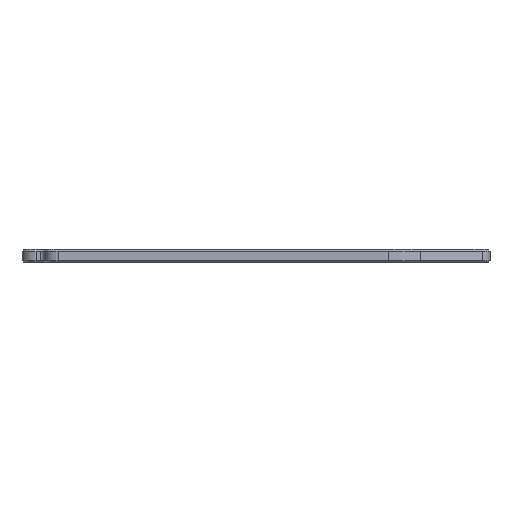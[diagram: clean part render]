
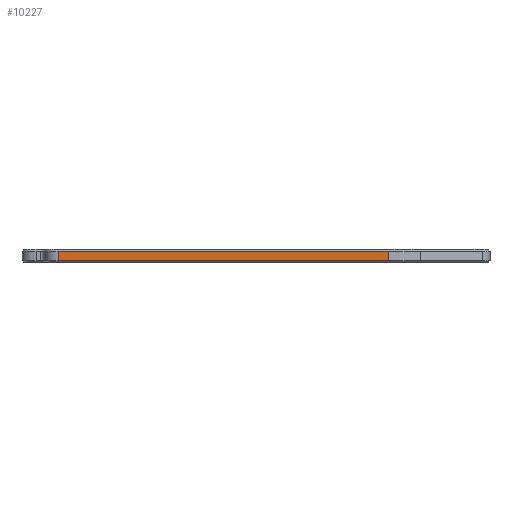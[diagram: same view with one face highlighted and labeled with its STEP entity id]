
A CAD part, left-side view. The second image highlights one B-rep face of the part: STEP entity #10227.
In plain terms, the highlighted planar face has unit normal (-1, 0, 0).
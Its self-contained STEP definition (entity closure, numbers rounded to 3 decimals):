
#3229 = VERTEX_POINT('',#3230);
#3230 = CARTESIAN_POINT('',(116.25,4.938,8.3));
#3279 = VERTEX_POINT('',#3280);
#3280 = CARTESIAN_POINT('',(116.25,75.5,8.3));
#3288 = EDGE_CURVE('',#3279,#3229,#3289,.T.);
#3289 = LINE('',#3290,#3291);
#3290 = CARTESIAN_POINT('',(116.25,75.5,8.3));
#3291 = VECTOR('',#3292,1.);
#3292 = DIRECTION('',(0.,-1.,-0.));
#7764 = VERTEX_POINT('',#7765);
#7765 = CARTESIAN_POINT('',(116.25,4.938,10.3));
#7814 = VERTEX_POINT('',#7815);
#7815 = CARTESIAN_POINT('',(116.25,75.5,10.3));
#7823 = EDGE_CURVE('',#7814,#7764,#7824,.T.);
#7824 = LINE('',#7825,#7826);
#7825 = CARTESIAN_POINT('',(116.25,75.5,10.3));
#7826 = VECTOR('',#7827,1.);
#7827 = DIRECTION('',(0.,-1.,-0.));
#10044 = EDGE_CURVE('',#3229,#7764,#10045,.T.);
#10045 = LINE('',#10046,#10047);
#10046 = CARTESIAN_POINT('',(116.25,4.938,7.9));
#10047 = VECTOR('',#10048,1.);
#10048 = DIRECTION('',(0.,0.,1.));
#10227 = ADVANCED_FACE('',(#10228),#10239,.F.);
#10228 = FACE_BOUND('',#10229,.T.);
#10229 = EDGE_LOOP('',(#10230,#10231,#10232,#10238));
#10230 = ORIENTED_EDGE('',*,*,#10044,.T.);
#10231 = ORIENTED_EDGE('',*,*,#7823,.F.);
#10232 = ORIENTED_EDGE('',*,*,#10233,.F.);
#10233 = EDGE_CURVE('',#3279,#7814,#10234,.T.);
#10234 = LINE('',#10235,#10236);
#10235 = CARTESIAN_POINT('',(116.25,75.5,7.9));
#10236 = VECTOR('',#10237,1.);
#10237 = DIRECTION('',(0.,0.,1.));
#10238 = ORIENTED_EDGE('',*,*,#3288,.T.);
#10239 = PLANE('',#10240);
#10240 = AXIS2_PLACEMENT_3D('',#10241,#10242,#10243);
#10241 = CARTESIAN_POINT('',(116.25,4.938,7.9));
#10242 = DIRECTION('',(1.,0.,0.));
#10243 = DIRECTION('',(0.,-1.,0.));
